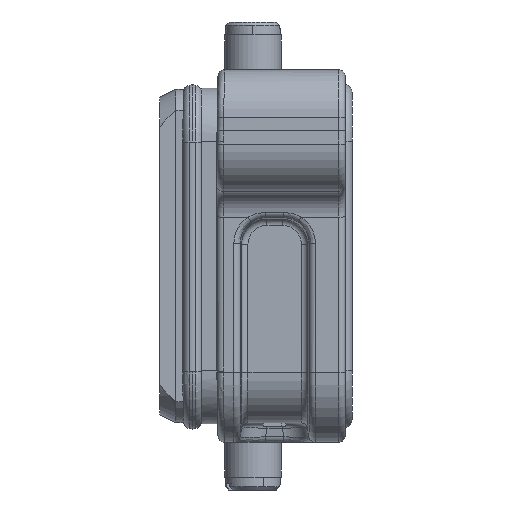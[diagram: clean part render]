
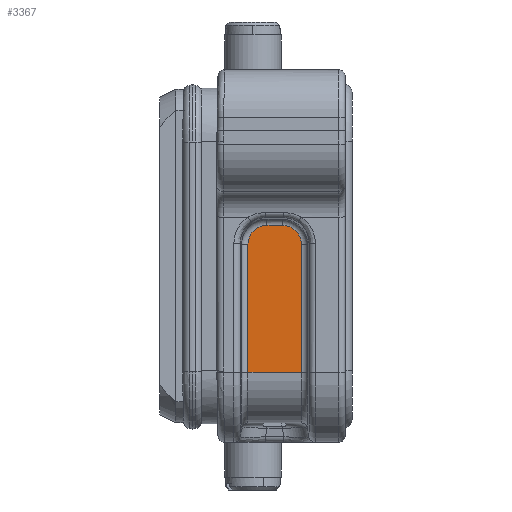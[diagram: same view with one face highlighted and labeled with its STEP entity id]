
A CAD part, left-side view. The second image highlights one B-rep face of the part: STEP entity #3367.
In plain terms, the highlighted planar face has unit normal (-1, 0, -0.018).
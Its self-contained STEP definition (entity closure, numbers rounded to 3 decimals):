
#748=PLANE('',#14441);
#1440=LINE('',#21230,#2461);
#1441=LINE('',#21240,#2462);
#1446=LINE('',#21385,#2467);
#1447=LINE('',#21412,#2468);
#2461=VECTOR('',#16298,1.);
#2462=VECTOR('',#16307,1.);
#2467=VECTOR('',#16342,1.);
#2468=VECTOR('',#16347,1.);
#3367=ADVANCED_FACE('',(#4263),#748,.F.);
#4263=FACE_OUTER_BOUND('',#5031,.T.);
#5031=EDGE_LOOP('',(#7249,#7250,#7251,#7252,#7253,#7254));
#5801=B_SPLINE_CURVE_WITH_KNOTS('',3,(#20701,#20702,#20703,#20704,#20705,
#20706,#20707,#20708,#20709,#20710,#20711,#20712),.UNSPECIFIED.,.F.,.F.,
(4,2,2,2,2,4),(0.,0.125,0.25,0.375,0.5,1.),.UNSPECIFIED.);
#5862=B_SPLINE_CURVE_WITH_KNOTS('',3,(#21399,#21400,#21401,#21402,#21403,
#21404,#21405,#21406,#21407,#21408,#21409,#21410),.UNSPECIFIED.,.F.,.F.,
(4,2,2,2,2,4),(0.,0.125,0.25,0.375,0.5,1.),.UNSPECIFIED.);
#7249=ORIENTED_EDGE('',*,*,#12037,.F.);
#7250=ORIENTED_EDGE('',*,*,#12207,.F.);
#7251=ORIENTED_EDGE('',*,*,#12203,.F.);
#7252=ORIENTED_EDGE('',*,*,#12229,.F.);
#7253=ORIENTED_EDGE('',*,*,#12232,.F.);
#7254=ORIENTED_EDGE('',*,*,#12233,.F.);
#10603=VERTEX_POINT('',#20695);
#10604=VERTEX_POINT('',#20700);
#10712=VERTEX_POINT('',#21204);
#10714=VERTEX_POINT('',#21231);
#10723=VERTEX_POINT('',#21384);
#10725=VERTEX_POINT('',#21398);
#12037=EDGE_CURVE('',#10604,#10603,#5801,.T.);
#12203=EDGE_CURVE('',#10712,#10714,#1440,.T.);
#12207=EDGE_CURVE('',#10714,#10604,#1441,.T.);
#12229=EDGE_CURVE('',#10723,#10712,#1446,.T.);
#12232=EDGE_CURVE('',#10725,#10723,#5862,.T.);
#12233=EDGE_CURVE('',#10603,#10725,#1447,.T.);
#14441=AXIS2_PLACEMENT_3D('',#21413,#16348,#16349);
#16298=DIRECTION('',(0.,1.,0.));
#16307=DIRECTION('',(-0.017,0.,1.));
#16342=DIRECTION('',(0.017,0.,-1.));
#16347=DIRECTION('',(0.,-1.,0.));
#16348=DIRECTION('',(1.,0.,0.017));
#16349=DIRECTION('',(0.017,0.,-1.));
#20695=CARTESIAN_POINT('',(-61.658,-1.77,4.775));
#20700=CARTESIAN_POINT('',(-61.607,1.189,1.817));
#20701=CARTESIAN_POINT('',(-61.608,1.189,1.817));
#20702=CARTESIAN_POINT('',(-61.61,1.189,1.946));
#20703=CARTESIAN_POINT('',(-61.612,1.182,2.106));
#20704=CARTESIAN_POINT('',(-61.619,1.12,2.486));
#20705=CARTESIAN_POINT('',(-61.623,1.055,2.734));
#20706=CARTESIAN_POINT('',(-61.63,0.887,3.149));
#20707=CARTESIAN_POINT('',(-61.633,0.785,3.333));
#20708=CARTESIAN_POINT('',(-61.638,0.566,3.654));
#20709=CARTESIAN_POINT('',(-61.64,0.472,3.768));
#20710=CARTESIAN_POINT('',(-61.652,-0.216,4.459));
#20711=CARTESIAN_POINT('',(-61.658,-0.993,4.779));
#20712=CARTESIAN_POINT('',(-61.659,-1.77,4.775));
#21204=CARTESIAN_POINT('',(-61.259,-7.116,-18.14));
#21230=CARTESIAN_POINT('',(-61.259,-7.116,-18.14));
#21231=CARTESIAN_POINT('',(-61.259,1.189,-18.14));
#21240=CARTESIAN_POINT('',(-61.259,1.189,-18.14));
#21384=CARTESIAN_POINT('',(-61.607,-7.116,1.817));
#21385=CARTESIAN_POINT('',(-61.607,-7.116,1.817));
#21398=CARTESIAN_POINT('',(-61.658,-4.157,4.775));
#21399=CARTESIAN_POINT('',(-61.659,-4.157,4.775));
#21400=CARTESIAN_POINT('',(-61.659,-4.285,4.775));
#21401=CARTESIAN_POINT('',(-61.659,-4.445,4.768));
#21402=CARTESIAN_POINT('',(-61.657,-4.824,4.707));
#21403=CARTESIAN_POINT('',(-61.656,-5.074,4.641));
#21404=CARTESIAN_POINT('',(-61.653,-5.49,4.473));
#21405=CARTESIAN_POINT('',(-61.651,-5.674,4.371));
#21406=CARTESIAN_POINT('',(-61.647,-5.994,4.153));
#21407=CARTESIAN_POINT('',(-61.645,-6.109,4.058));
#21408=CARTESIAN_POINT('',(-61.633,-6.8,3.37));
#21409=CARTESIAN_POINT('',(-61.62,-7.12,2.594));
#21410=CARTESIAN_POINT('',(-61.608,-7.116,1.817));
#21412=CARTESIAN_POINT('',(-61.658,-1.77,4.775));
#21413=CARTESIAN_POINT('',(-61.259,-7.963,-18.14));
